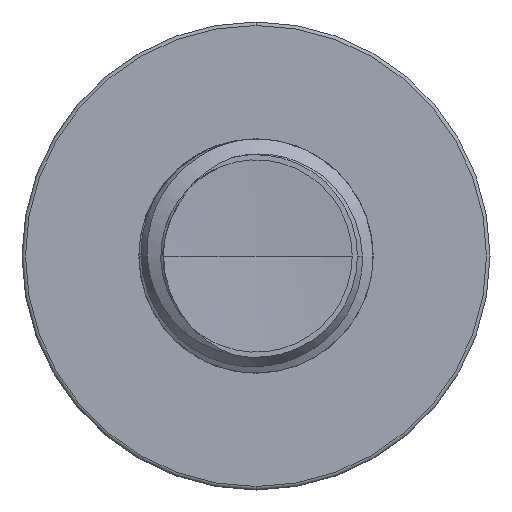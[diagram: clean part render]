
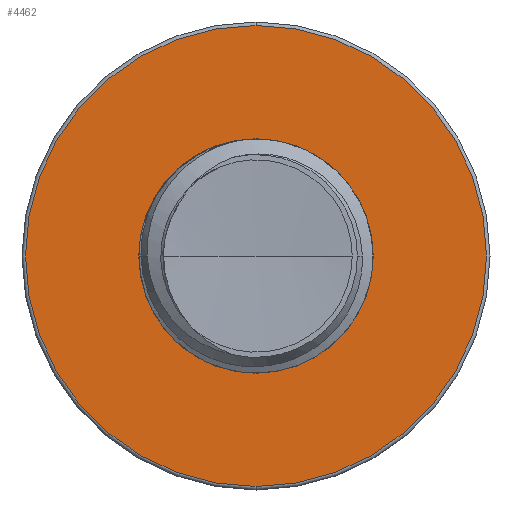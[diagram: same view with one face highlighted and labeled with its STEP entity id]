
A CAD part, front view. The second image highlights one B-rep face of the part: STEP entity #4462.
In plain terms, the highlighted planar face has unit normal (0, -1, 0).
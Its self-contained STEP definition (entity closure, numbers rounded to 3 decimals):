
#448 = EDGE_CURVE ( 'NONE', #921, #9580, #10629, .T. ) ;
#762 = CIRCLE ( 'NONE', #7766, 1.754 ) ;
#859 = EDGE_CURVE ( 'NONE', #4882, #4896, #13676, .T. ) ;
#921 = VERTEX_POINT ( 'NONE', #6605 ) ;
#1166 = AXIS2_PLACEMENT_3D ( 'NONE', #5612, #13432, #6805 ) ;
#1258 = EDGE_LOOP ( 'NONE', ( #7217, #6454 ) ) ;
#2189 = CARTESIAN_POINT ( 'NONE',  ( 0., 3., 1.754 ) ) ;
#2509 = EDGE_CURVE ( 'NONE', #4896, #4882, #762, .T. ) ;
#2847 = CARTESIAN_POINT ( 'NONE',  ( 0., 3., 1.754 ) ) ;
#4008 = EDGE_CURVE ( 'NONE', #9580, #921, #8664, .T. ) ;
#4462 = ADVANCED_FACE ( 'NONE', ( #12821, #7598 ), #4731, .T. ) ;
#4731 = PLANE ( 'NONE',  #14863 ) ;
#4882 = VERTEX_POINT ( 'NONE', #8738 ) ;
#4896 = VERTEX_POINT ( 'NONE', #2847 ) ;
#5602 = CARTESIAN_POINT ( 'NONE',  ( 0., 3., 0. ) ) ;
#5612 = CARTESIAN_POINT ( 'NONE',  ( 0., 3., 0. ) ) ;
#5684 = DIRECTION ( 'NONE',  ( 0., -1., 0. ) ) ;
#5965 = DIRECTION ( 'NONE',  ( 0., 0., -1. ) ) ;
#6006 = DIRECTION ( 'NONE',  ( 0., -1., 0. ) ) ;
#6454 = ORIENTED_EDGE ( 'NONE', *, *, #448, .T. ) ;
#6605 = CARTESIAN_POINT ( 'NONE',  ( 0., 3., 3.448 ) ) ;
#6805 = DIRECTION ( 'NONE',  ( 0., 0., -1. ) ) ;
#6826 = CARTESIAN_POINT ( 'NONE',  ( 0., 3., -3.448 ) ) ;
#7217 = ORIENTED_EDGE ( 'NONE', *, *, #4008, .T. ) ;
#7598 = FACE_BOUND ( 'NONE', #12157, .T. ) ;
#7766 = AXIS2_PLACEMENT_3D ( 'NONE', #10431, #10415, #10411 ) ;
#8557 = DIRECTION ( 'NONE',  ( 0., 0., -1. ) ) ;
#8587 = ORIENTED_EDGE ( 'NONE', *, *, #859, .F. ) ;
#8664 = CIRCLE ( 'NONE', #1166, 3.448 ) ;
#8738 = CARTESIAN_POINT ( 'NONE',  ( 0., 3., -1.754 ) ) ;
#9371 = CARTESIAN_POINT ( 'NONE',  ( 0., 3., 0. ) ) ;
#9580 = VERTEX_POINT ( 'NONE', #6826 ) ;
#10116 = AXIS2_PLACEMENT_3D ( 'NONE', #9371, #6006, #8557 ) ;
#10411 = DIRECTION ( 'NONE',  ( 0., 0., -1. ) ) ;
#10415 = DIRECTION ( 'NONE',  ( 0., -1., 0. ) ) ;
#10431 = CARTESIAN_POINT ( 'NONE',  ( 0., 3., 0. ) ) ;
#10516 = ORIENTED_EDGE ( 'NONE', *, *, #2509, .F. ) ;
#10629 = CIRCLE ( 'NONE', #12874, 3.448 ) ;
#12157 = EDGE_LOOP ( 'NONE', ( #8587, #10516 ) ) ;
#12671 = DIRECTION ( 'NONE',  ( 0., -1., 0. ) ) ;
#12821 = FACE_OUTER_BOUND ( 'NONE', #1258, .T. ) ;
#12874 = AXIS2_PLACEMENT_3D ( 'NONE', #5602, #5684, #14345 ) ;
#13432 = DIRECTION ( 'NONE',  ( 0., -1., 0. ) ) ;
#13676 = CIRCLE ( 'NONE', #10116, 1.754 ) ;
#14345 = DIRECTION ( 'NONE',  ( 0., 0., -1. ) ) ;
#14863 = AXIS2_PLACEMENT_3D ( 'NONE', #2189, #12671, #5965 ) ;
